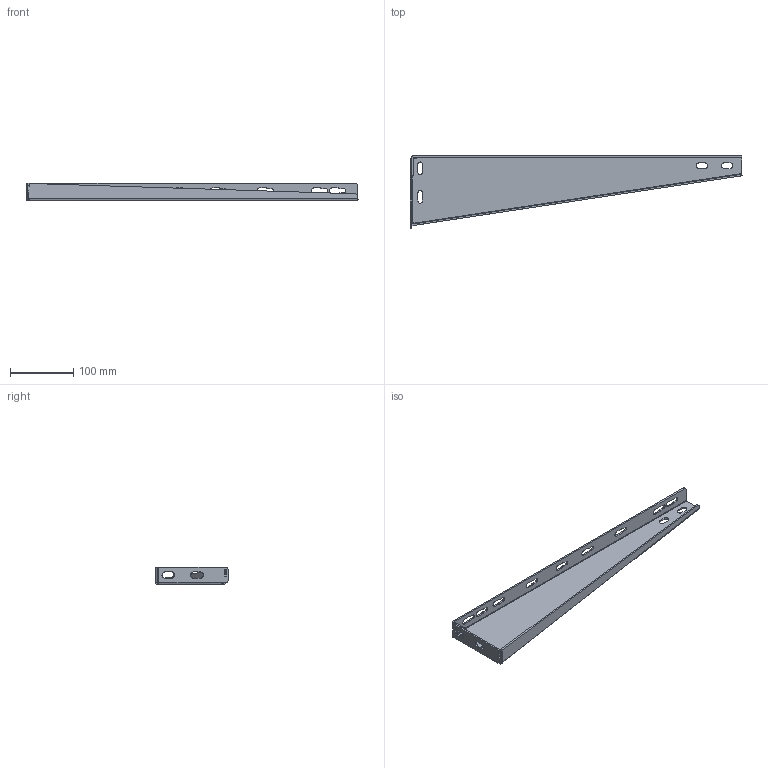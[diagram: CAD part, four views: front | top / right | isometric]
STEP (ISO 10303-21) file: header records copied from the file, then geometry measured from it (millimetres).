
FILE_DESCRIPTION(/* description */ (''),/* implementation_level */ '2;1');
FILE_NAME(/* name */ 'WWS500.stp',/* time_stamp */ '2020-11-04T14:58:29+01:00',/* author */ ('stanislaw.luczak'),/* organization */ (''),/* preprocessor_version */ 'ST-DEVELOPER v18.1',/* originating_system */ 'Autodesk Inventor 2021',/* authorisation */ '');
FILE_SCHEMA (('AUTOMOTIVE_DESIGN { 1 0 10303 214 3 1 1 }'));
Length unit declared in the file: millimetre
Products named in the file (1): WWS500
Bounding box: 523.04 x 114.4 x 28 mm (x, y, z)
Volume: 146591.9 mm3; surface area: 123107.6 mm2
Topology: 1 solids, 1 shells, 160 faces, 448 edges, 290 vertices
Faces by surface type: plane 91, cylinder 64, bspline 5
Entity records: 5943 total; most frequent: CARTESIAN_POINT 1642, ORIENTED_EDGE 896, DIRECTION 872, EDGE_CURVE 448, LINE 316, VECTOR 316, VERTEX_POINT 290, AXIS2_PLACEMENT_3D 278
